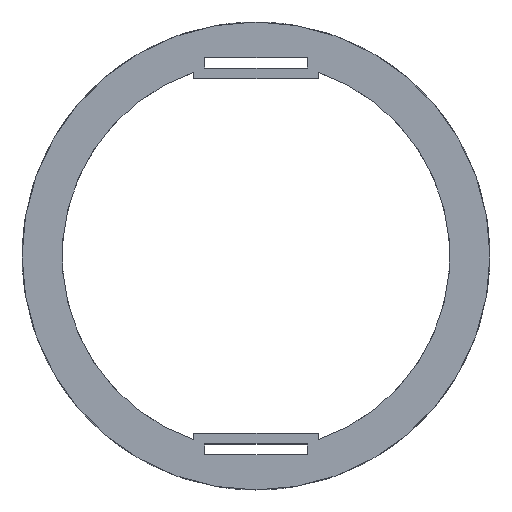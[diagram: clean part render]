
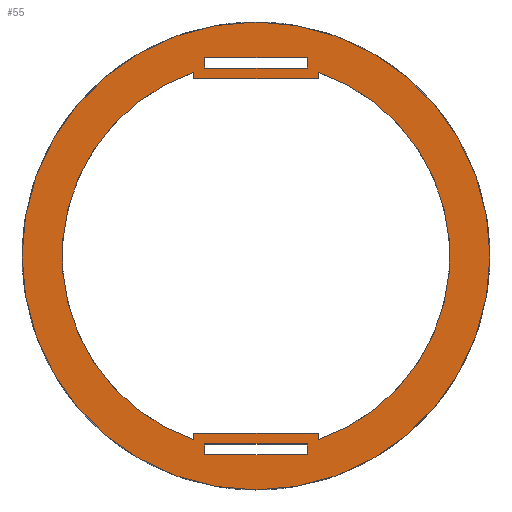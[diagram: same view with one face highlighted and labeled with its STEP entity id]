
A CAD part, top view. The second image highlights one B-rep face of the part: STEP entity #55.
In plain terms, the highlighted planar face has unit normal (0, 0, 1).
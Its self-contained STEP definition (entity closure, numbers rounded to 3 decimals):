
#15=FACE_BOUND('',#175,.T.);
#16=FACE_BOUND('',#176,.T.);
#17=FACE_BOUND('',#177,.T.);
#55=ADVANCED_FACE('',(#114,#15,#16,#17),#1026,.T.);
#114=FACE_OUTER_BOUND('',#174,.T.);
#174=EDGE_LOOP('',(#397,#398));
#175=EDGE_LOOP('',(#399,#400,#401,#402));
#176=EDGE_LOOP('',(#403,#404,#405,#406,#407,#408,#409,#410));
#177=EDGE_LOOP('',(#411,#412,#413,#414));
#397=ORIENTED_EDGE('',*,*,#683,.F.);
#398=ORIENTED_EDGE('',*,*,#627,.F.);
#399=ORIENTED_EDGE('',*,*,#647,.T.);
#400=ORIENTED_EDGE('',*,*,#644,.T.);
#401=ORIENTED_EDGE('',*,*,#645,.T.);
#402=ORIENTED_EDGE('',*,*,#646,.T.);
#403=ORIENTED_EDGE('',*,*,#608,.F.);
#404=ORIENTED_EDGE('',*,*,#648,.T.);
#405=ORIENTED_EDGE('',*,*,#604,.F.);
#406=ORIENTED_EDGE('',*,*,#628,.T.);
#407=ORIENTED_EDGE('',*,*,#594,.F.);
#408=ORIENTED_EDGE('',*,*,#649,.T.);
#409=ORIENTED_EDGE('',*,*,#600,.F.);
#410=ORIENTED_EDGE('',*,*,#633,.T.);
#411=ORIENTED_EDGE('',*,*,#653,.T.);
#412=ORIENTED_EDGE('',*,*,#650,.T.);
#413=ORIENTED_EDGE('',*,*,#651,.T.);
#414=ORIENTED_EDGE('',*,*,#652,.T.);
#594=EDGE_CURVE('',#941,#942,#816,.T.);
#600=EDGE_CURVE('',#946,#947,#822,.T.);
#604=EDGE_CURVE('',#949,#950,#826,.T.);
#608=EDGE_CURVE('',#953,#954,#830,.T.);
#627=EDGE_CURVE('',#967,#963,#707,.T.);
#628=EDGE_CURVE('',#949,#942,#708,.T.);
#633=EDGE_CURVE('',#946,#954,#713,.T.);
#644=EDGE_CURVE('',#970,#971,#846,.T.);
#645=EDGE_CURVE('',#971,#972,#847,.T.);
#646=EDGE_CURVE('',#972,#973,#848,.T.);
#647=EDGE_CURVE('',#973,#970,#849,.T.);
#648=EDGE_CURVE('',#953,#950,#850,.T.);
#649=EDGE_CURVE('',#941,#947,#851,.T.);
#650=EDGE_CURVE('',#974,#975,#852,.T.);
#651=EDGE_CURVE('',#975,#976,#853,.T.);
#652=EDGE_CURVE('',#976,#977,#854,.T.);
#653=EDGE_CURVE('',#977,#974,#855,.T.);
#683=EDGE_CURVE('',#963,#967,#721,.T.);
#707=TRIMMED_CURVE($,#743,(#1755),(#1756),.T.,.CARTESIAN.);
#708=TRIMMED_CURVE($,#744,(#1758),(#1759),.T.,.CARTESIAN.);
#713=TRIMMED_CURVE($,#749,(#1773),(#1774),.T.,.CARTESIAN.);
#721=TRIMMED_CURVE($,#757,(#1897),(#1898),.T.,.CARTESIAN.);
#743=CIRCLE('',#1213,17.5);
#744=CIRCLE('',#1214,14.5);
#749=CIRCLE('',#1219,14.5);
#757=CIRCLE('',#1227,17.5);
#816=B_SPLINE_CURVE_WITH_KNOTS('',1,(#1683,#1684),.UNSPECIFIED.,.F.,.F.,
(2,2),(0.,0.478),.UNSPECIFIED.);
#822=B_SPLINE_CURVE_WITH_KNOTS('',1,(#1695,#1696),.UNSPECIFIED.,.F.,.F.,
(2,2),(0.,0.478),.UNSPECIFIED.);
#826=B_SPLINE_CURVE_WITH_KNOTS('',1,(#1703,#1704),.UNSPECIFIED.,.F.,.F.,
(2,2),(0.,0.478),.UNSPECIFIED.);
#830=B_SPLINE_CURVE_WITH_KNOTS('',1,(#1711,#1712),.UNSPECIFIED.,.F.,.F.,
(2,2),(0.,0.478),.UNSPECIFIED.);
#846=B_SPLINE_CURVE_WITH_KNOTS('',1,(#1802,#1803),.UNSPECIFIED.,.F.,.F.,
(2,2),(0.,7.7),.UNSPECIFIED.);
#847=B_SPLINE_CURVE_WITH_KNOTS('',1,(#1804,#1805),.UNSPECIFIED.,.F.,.F.,
(2,2),(0.,0.8),.UNSPECIFIED.);
#848=B_SPLINE_CURVE_WITH_KNOTS('',1,(#1806,#1807,#1808,#1809),
 .UNSPECIFIED.,.F.,.F.,(2,1,1,2),(0.,0.288,7.412,
7.7),.UNSPECIFIED.);
#849=B_SPLINE_CURVE_WITH_KNOTS('',1,(#1810,#1811),.UNSPECIFIED.,.F.,.F.,
(2,2),(0.,0.8),.UNSPECIFIED.);
#850=B_SPLINE_CURVE_WITH_KNOTS('',1,(#1812,#1813),.UNSPECIFIED.,.F.,.F.,
(2,2),(0.,9.3),.UNSPECIFIED.);
#851=B_SPLINE_CURVE_WITH_KNOTS('',1,(#1814,#1815),.UNSPECIFIED.,.F.,.F.,
(2,2),(0.,9.3),.UNSPECIFIED.);
#852=B_SPLINE_CURVE_WITH_KNOTS('',1,(#1816,#1817),.UNSPECIFIED.,.F.,.F.,
(2,2),(0.,0.8),.UNSPECIFIED.);
#853=B_SPLINE_CURVE_WITH_KNOTS('',1,(#1818,#1819,#1820,#1821),
 .UNSPECIFIED.,.F.,.F.,(2,1,1,2),(0.,0.288,7.412,
7.7),.UNSPECIFIED.);
#854=B_SPLINE_CURVE_WITH_KNOTS('',1,(#1822,#1823),.UNSPECIFIED.,.F.,.F.,
(2,2),(0.,0.8),.UNSPECIFIED.);
#855=B_SPLINE_CURVE_WITH_KNOTS('',1,(#1824,#1825),.UNSPECIFIED.,.F.,.F.,
(2,2),(0.,7.7),.UNSPECIFIED.);
#941=VERTEX_POINT('',#1483);
#942=VERTEX_POINT('',#1484);
#946=VERTEX_POINT('',#1488);
#947=VERTEX_POINT('',#1489);
#949=VERTEX_POINT('',#1491);
#950=VERTEX_POINT('',#1492);
#953=VERTEX_POINT('',#1495);
#954=VERTEX_POINT('',#1496);
#963=VERTEX_POINT('',#1505);
#967=VERTEX_POINT('',#1509);
#970=VERTEX_POINT('',#1512);
#971=VERTEX_POINT('',#1513);
#972=VERTEX_POINT('',#1514);
#973=VERTEX_POINT('',#1515);
#974=VERTEX_POINT('',#1516);
#975=VERTEX_POINT('',#1517);
#976=VERTEX_POINT('',#1518);
#977=VERTEX_POINT('',#1519);
#1026=PLANE('',#1172);
#1172=AXIS2_PLACEMENT_3D('',#1404,#1270,$);
#1213=AXIS2_PLACEMENT_3D($,#1754,#1329,#1330);
#1214=AXIS2_PLACEMENT_3D($,#1757,#1331,#1332);
#1219=AXIS2_PLACEMENT_3D($,#1772,#1341,#1342);
#1227=AXIS2_PLACEMENT_3D($,#1896,#1357,#1358);
#1270=DIRECTION('',(0.,0.,1.));
#1329=DIRECTION('',(0.,0.,-1.));
#1330=DIRECTION('',(0.,-1.,0.));
#1331=DIRECTION('',(0.,0.,-1.));
#1332=DIRECTION('',(-0.321,-0.947,0.));
#1341=DIRECTION('',(0.,0.,-1.));
#1342=DIRECTION('',(0.321,0.947,0.));
#1357=DIRECTION('',(0.,0.,-1.));
#1358=DIRECTION('',(0.,1.,0.));
#1404=CARTESIAN_POINT('',(-21.012,-21.012,5.));
#1483=CARTESIAN_POINT('',(-4.65,13.256,5.));
#1484=CARTESIAN_POINT('',(-4.65,13.734,5.));
#1488=CARTESIAN_POINT('',(4.65,13.734,5.));
#1489=CARTESIAN_POINT('',(4.65,13.256,5.));
#1491=CARTESIAN_POINT('',(-4.65,-13.734,5.));
#1492=CARTESIAN_POINT('',(-4.65,-13.256,5.));
#1495=CARTESIAN_POINT('',(4.65,-13.256,5.));
#1496=CARTESIAN_POINT('',(4.65,-13.734,5.));
#1505=CARTESIAN_POINT('',(0.,17.5,5.));
#1509=CARTESIAN_POINT('',(0.,-17.5,5.));
#1512=CARTESIAN_POINT('',(3.85,-14.856,5.));
#1513=CARTESIAN_POINT('',(-3.85,-14.856,5.));
#1514=CARTESIAN_POINT('',(-3.85,-14.056,5.));
#1515=CARTESIAN_POINT('',(3.85,-14.056,5.));
#1516=CARTESIAN_POINT('',(3.85,14.856,5.));
#1517=CARTESIAN_POINT('',(3.85,14.056,5.));
#1518=CARTESIAN_POINT('',(-3.85,14.056,5.));
#1519=CARTESIAN_POINT('',(-3.85,14.856,5.));
#1683=CARTESIAN_POINT('',(-4.65,13.256,5.));
#1684=CARTESIAN_POINT('',(-4.65,13.734,5.));
#1695=CARTESIAN_POINT('',(4.65,13.734,5.));
#1696=CARTESIAN_POINT('',(4.65,13.256,5.));
#1703=CARTESIAN_POINT('',(-4.65,-13.734,5.));
#1704=CARTESIAN_POINT('',(-4.65,-13.256,5.));
#1711=CARTESIAN_POINT('',(4.65,-13.256,5.));
#1712=CARTESIAN_POINT('',(4.65,-13.734,5.));
#1754=CARTESIAN_POINT('',(0.,0.,5.));
#1755=CARTESIAN_POINT('',(0.,-17.5,5.));
#1756=CARTESIAN_POINT('',(0.,17.5,5.));
#1757=CARTESIAN_POINT('',(0.,0.,5.));
#1758=CARTESIAN_POINT('',(-4.65,-13.734,5.));
#1759=CARTESIAN_POINT('',(-4.65,13.734,5.));
#1772=CARTESIAN_POINT('',(0.,0.,5.));
#1773=CARTESIAN_POINT('',(4.65,13.734,5.));
#1774=CARTESIAN_POINT('',(4.65,-13.734,5.));
#1802=CARTESIAN_POINT('',(3.85,-14.856,5.));
#1803=CARTESIAN_POINT('',(-3.85,-14.856,5.));
#1804=CARTESIAN_POINT('',(-3.85,-14.856,5.));
#1805=CARTESIAN_POINT('',(-3.85,-14.056,5.));
#1806=CARTESIAN_POINT('',(-3.85,-14.056,5.));
#1807=CARTESIAN_POINT('',(-3.562,-14.056,5.));
#1808=CARTESIAN_POINT('',(3.562,-14.056,5.));
#1809=CARTESIAN_POINT('',(3.85,-14.056,5.));
#1810=CARTESIAN_POINT('',(3.85,-14.056,5.));
#1811=CARTESIAN_POINT('',(3.85,-14.856,5.));
#1812=CARTESIAN_POINT('',(4.65,-13.256,5.));
#1813=CARTESIAN_POINT('',(-4.65,-13.256,5.));
#1814=CARTESIAN_POINT('',(-4.65,13.256,5.));
#1815=CARTESIAN_POINT('',(4.65,13.256,5.));
#1816=CARTESIAN_POINT('',(3.85,14.856,5.));
#1817=CARTESIAN_POINT('',(3.85,14.056,5.));
#1818=CARTESIAN_POINT('',(3.85,14.056,5.));
#1819=CARTESIAN_POINT('',(3.562,14.056,5.));
#1820=CARTESIAN_POINT('',(-3.562,14.056,5.));
#1821=CARTESIAN_POINT('',(-3.85,14.056,5.));
#1822=CARTESIAN_POINT('',(-3.85,14.056,5.));
#1823=CARTESIAN_POINT('',(-3.85,14.856,5.));
#1824=CARTESIAN_POINT('',(-3.85,14.856,5.));
#1825=CARTESIAN_POINT('',(3.85,14.856,5.));
#1896=CARTESIAN_POINT('',(0.,0.,5.));
#1897=CARTESIAN_POINT('',(0.,17.5,5.));
#1898=CARTESIAN_POINT('',(0.,-17.5,5.));
